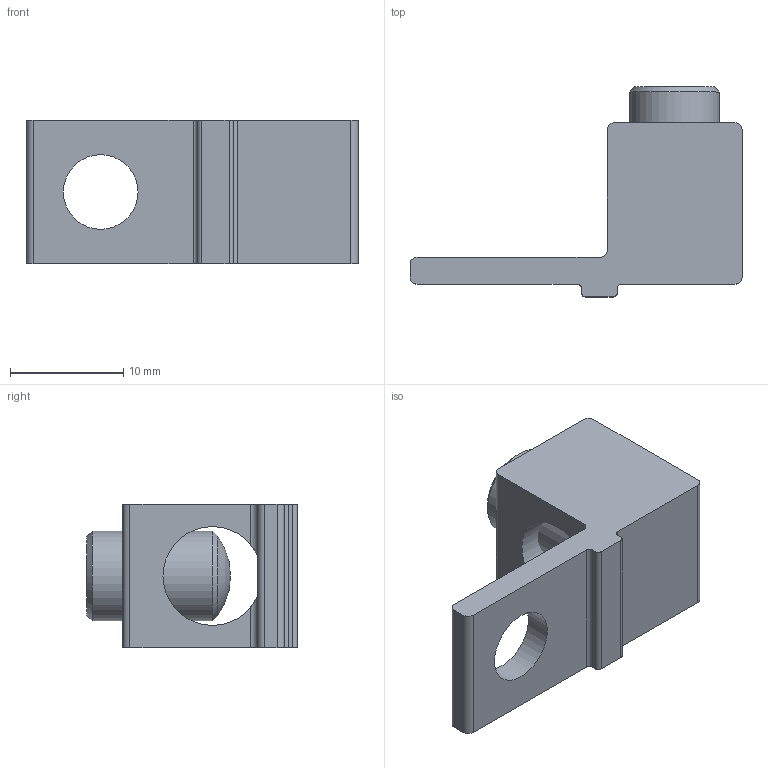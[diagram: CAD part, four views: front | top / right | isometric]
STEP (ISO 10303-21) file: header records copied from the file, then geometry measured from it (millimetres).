
FILE_DESCRIPTION(('FreeCAD Model'),'2;1');
FILE_NAME('S2-TP-HEX.step', '2019-05-09T11:26:46',('Author'),(''), 'Open CASCADE STEP processor 7.2','FreeCAD','Unknown');
FILE_SCHEMA(('AUTOMOTIVE_DESIGN { 1 0 10303 214 1 1 1 1 }'));
Length unit declared in the file: millimetre
Products named in the file (2): 12786HEX; S2-TP
Bounding box: 29.36 x 18.59 x 12.7 mm (x, y, z)
Volume: 2310.5 mm3; surface area: 2161.4 mm2
Topology: 2 solids, 2 shells, 46 faces, 120 edges, 79 vertices
Faces by surface type: plane 21, cylinder 16, cone 8, sphere 1
Full cylindrical faces by diameter (mm): 6.604 x1, 6.782 x1, 7.925 x1, 8.738 x1
Entity records: 4196 total; most frequent: CARTESIAN_POINT 1849, DIRECTION 412, ORIENTED_EDGE 238, PCURVE 238, DEFINITIONAL_REPRESENTATION 238, LINE 223, VECTOR 223, EDGE_CURVE 119
